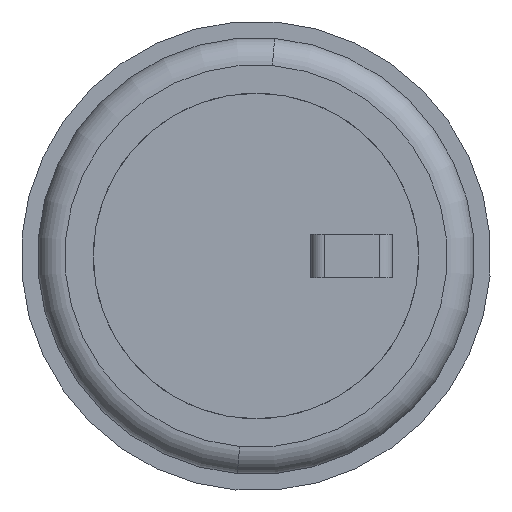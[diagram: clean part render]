
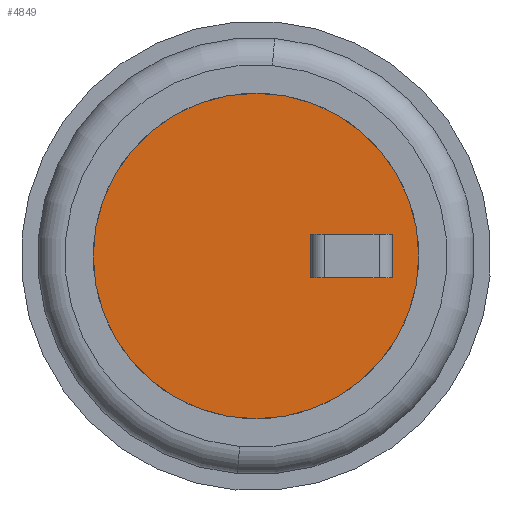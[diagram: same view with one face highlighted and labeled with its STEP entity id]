
A CAD part, front view. The second image highlights one B-rep face of the part: STEP entity #4849.
In plain terms, the highlighted planar face has unit normal (0, -1, 0).
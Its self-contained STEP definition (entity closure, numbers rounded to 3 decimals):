
#223 = VECTOR ( 'NONE', #5424, 1000. ) ;
#230 = LINE ( 'NONE', #5974, #223 ) ;
#248 = EDGE_CURVE ( 'NONE', #434, #1486, #802, .T. ) ;
#359 = DIRECTION ( 'NONE',  ( 0., 0., 1. ) ) ;
#434 = VERTEX_POINT ( 'NONE', #2326 ) ;
#472 = PLANE ( 'NONE',  #1025 ) ;
#499 = EDGE_CURVE ( 'NONE', #834, #538, #230, .T. ) ;
#538 = VERTEX_POINT ( 'NONE', #681 ) ;
#681 = CARTESIAN_POINT ( 'NONE',  ( 1., 3., -0.4 ) ) ;
#713 = CARTESIAN_POINT ( 'NONE',  ( 2.5, 3., -0.4 ) ) ;
#802 = CIRCLE ( 'NONE', #6304, 2.98 ) ;
#834 = VERTEX_POINT ( 'NONE', #2312 ) ;
#968 = EDGE_CURVE ( 'NONE', #1486, #434, #6867, .T. ) ;
#1005 = CARTESIAN_POINT ( 'NONE',  ( 1., 3., -0.4 ) ) ;
#1025 = AXIS2_PLACEMENT_3D ( 'NONE', #4731, #6449, #2926 ) ;
#1191 = EDGE_LOOP ( 'NONE', ( #3984, #5890 ) ) ;
#1486 = VERTEX_POINT ( 'NONE', #5817 ) ;
#1716 = CARTESIAN_POINT ( 'NONE',  ( 1., 3., 0.4 ) ) ;
#2312 = CARTESIAN_POINT ( 'NONE',  ( 2.5, 3., -0.4 ) ) ;
#2326 = CARTESIAN_POINT ( 'NONE',  ( 0., 3., -2.98 ) ) ;
#2696 = DIRECTION ( 'NONE',  ( 0., 0., -1. ) ) ;
#2722 = DIRECTION ( 'NONE',  ( 0., -1., 0. ) ) ;
#2784 = LINE ( 'NONE', #1005, #2873 ) ;
#2873 = VECTOR ( 'NONE', #359, 1000. ) ;
#2926 = DIRECTION ( 'NONE',  ( 0., 0., -1. ) ) ;
#3240 = CARTESIAN_POINT ( 'NONE',  ( 0., 3., 0. ) ) ;
#3613 = CARTESIAN_POINT ( 'NONE',  ( 2.5, 3., 0.4 ) ) ;
#3692 = EDGE_CURVE ( 'NONE', #5648, #834, #6463, .T. ) ;
#3984 = ORIENTED_EDGE ( 'NONE', *, *, #248, .T. ) ;
#4416 = ORIENTED_EDGE ( 'NONE', *, *, #5624, .T. ) ;
#4525 = EDGE_CURVE ( 'NONE', #6573, #5648, #5935, .T. ) ;
#4731 = CARTESIAN_POINT ( 'NONE',  ( 2.497, 3., 0. ) ) ;
#4849 = ADVANCED_FACE ( 'NONE', ( #5685, #5767 ), #472, .T. ) ;
#4950 = DIRECTION ( 'NONE',  ( 0., 0., -1. ) ) ;
#5407 = DIRECTION ( 'NONE',  ( 1., 0., 0. ) ) ;
#5424 = DIRECTION ( 'NONE',  ( -1., 0., 0. ) ) ;
#5534 = DIRECTION ( 'NONE',  ( 0., 0., -1. ) ) ;
#5624 = EDGE_CURVE ( 'NONE', #538, #6573, #2784, .T. ) ;
#5648 = VERTEX_POINT ( 'NONE', #6909 ) ;
#5685 = FACE_BOUND ( 'NONE', #7428, .T. ) ;
#5694 = DIRECTION ( 'NONE',  ( 0., -1., 0. ) ) ;
#5767 = FACE_OUTER_BOUND ( 'NONE', #1191, .T. ) ;
#5817 = CARTESIAN_POINT ( 'NONE',  ( 0., 3., 2.98 ) ) ;
#5833 = CARTESIAN_POINT ( 'NONE',  ( 0., 3., 0. ) ) ;
#5856 = VECTOR ( 'NONE', #5407, 1000. ) ;
#5890 = ORIENTED_EDGE ( 'NONE', *, *, #968, .T. ) ;
#5935 = LINE ( 'NONE', #3613, #5856 ) ;
#5974 = CARTESIAN_POINT ( 'NONE',  ( 2.5, 3., -0.4 ) ) ;
#6122 = ORIENTED_EDGE ( 'NONE', *, *, #3692, .T. ) ;
#6298 = ORIENTED_EDGE ( 'NONE', *, *, #4525, .T. ) ;
#6304 = AXIS2_PLACEMENT_3D ( 'NONE', #5833, #5694, #5534 ) ;
#6449 = DIRECTION ( 'NONE',  ( 0., -1., 0. ) ) ;
#6452 = VECTOR ( 'NONE', #4950, 1000. ) ;
#6463 = LINE ( 'NONE', #713, #6452 ) ;
#6573 = VERTEX_POINT ( 'NONE', #1716 ) ;
#6601 = ORIENTED_EDGE ( 'NONE', *, *, #499, .T. ) ;
#6867 = CIRCLE ( 'NONE', #6992, 2.98 ) ;
#6909 = CARTESIAN_POINT ( 'NONE',  ( 2.5, 3., 0.4 ) ) ;
#6992 = AXIS2_PLACEMENT_3D ( 'NONE', #3240, #2722, #2696 ) ;
#7428 = EDGE_LOOP ( 'NONE', ( #6122, #6601, #4416, #6298 ) ) ;
